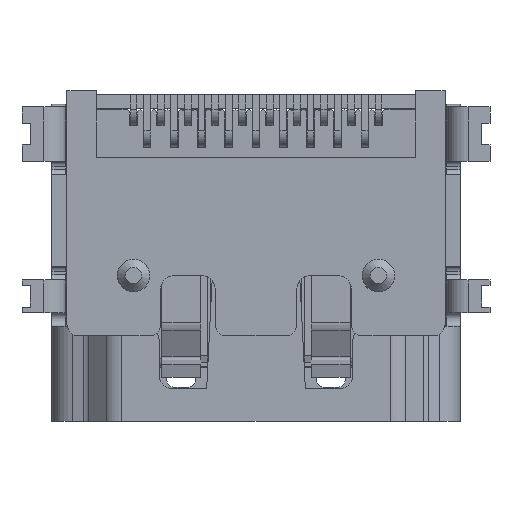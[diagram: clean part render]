
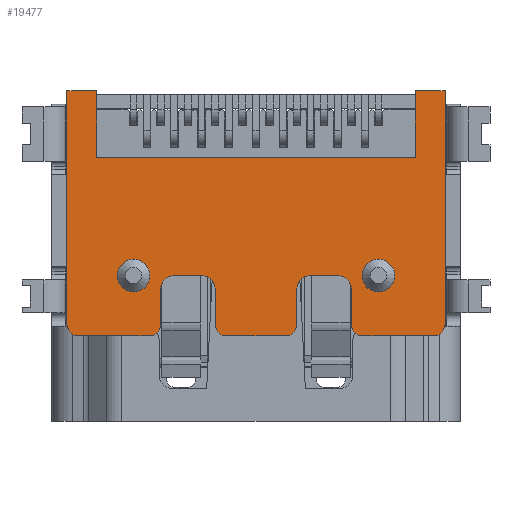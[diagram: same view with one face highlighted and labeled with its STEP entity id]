
A CAD part, front view. The second image highlights one B-rep face of the part: STEP entity #19477.
In plain terms, the highlighted planar face has unit normal (0, -1, 0).
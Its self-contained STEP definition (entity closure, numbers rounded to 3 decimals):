
#221=PLANE('',#20535);
#882=CIRCLE('',#20536,0.6);
#883=CIRCLE('',#20537,0.6);
#884=CIRCLE('',#20538,0.5);
#885=CIRCLE('',#20539,0.5);
#886=CIRCLE('',#20540,0.5);
#887=CIRCLE('',#20541,0.5);
#888=CIRCLE('',#20542,0.5);
#889=CIRCLE('',#20543,0.5);
#890=CIRCLE('',#20544,0.5);
#891=CIRCLE('',#20545,0.5);
#892=CIRCLE('',#20546,0.5);
#893=CIRCLE('',#20547,0.5);
#2075=ORIENTED_EDGE('',*,*,#7803,.F.);
#2076=ORIENTED_EDGE('',*,*,#7804,.F.);
#2077=ORIENTED_EDGE('',*,*,#7805,.T.);
#2078=ORIENTED_EDGE('',*,*,#7806,.F.);
#2079=ORIENTED_EDGE('',*,*,#7149,.F.);
#2080=ORIENTED_EDGE('',*,*,#7807,.F.);
#2081=ORIENTED_EDGE('',*,*,#7808,.F.);
#2082=ORIENTED_EDGE('',*,*,#7809,.T.);
#2083=ORIENTED_EDGE('',*,*,#7810,.F.);
#2084=ORIENTED_EDGE('',*,*,#7811,.T.);
#2085=ORIENTED_EDGE('',*,*,#7812,.F.);
#2086=ORIENTED_EDGE('',*,*,#7813,.F.);
#2087=ORIENTED_EDGE('',*,*,#7153,.F.);
#2088=ORIENTED_EDGE('',*,*,#7814,.F.);
#2089=ORIENTED_EDGE('',*,*,#7815,.F.);
#2090=ORIENTED_EDGE('',*,*,#7816,.T.);
#2091=ORIENTED_EDGE('',*,*,#7817,.F.);
#2092=ORIENTED_EDGE('',*,*,#7818,.T.);
#2093=ORIENTED_EDGE('',*,*,#7819,.F.);
#2094=ORIENTED_EDGE('',*,*,#7820,.F.);
#2095=ORIENTED_EDGE('',*,*,#7821,.F.);
#2096=ORIENTED_EDGE('',*,*,#7822,.F.);
#2097=ORIENTED_EDGE('',*,*,#7797,.F.);
#2098=ORIENTED_EDGE('',*,*,#7823,.T.);
#2099=ORIENTED_EDGE('',*,*,#7824,.T.);
#2100=ORIENTED_EDGE('',*,*,#7825,.T.);
#2101=ORIENTED_EDGE('',*,*,#7826,.F.);
#2102=ORIENTED_EDGE('',*,*,#7238,.T.);
#7149=EDGE_CURVE('',#10092,#10093,#12044,.T.);
#7153=EDGE_CURVE('',#10096,#10097,#12048,.T.);
#7238=EDGE_CURVE('',#10179,#10181,#12133,.T.);
#7797=EDGE_CURVE('',#10582,#10583,#12653,.T.);
#7803=EDGE_CURVE('',#10588,#10588,#882,.F.);
#7804=EDGE_CURVE('',#10589,#10589,#883,.F.);
#7805=EDGE_CURVE('',#10181,#10590,#12659,.T.);
#7806=EDGE_CURVE('',#10093,#10590,#884,.T.);
#7807=EDGE_CURVE('',#10591,#10092,#885,.T.);
#7808=EDGE_CURVE('',#10592,#10591,#12660,.T.);
#7809=EDGE_CURVE('',#10592,#10593,#886,.T.);
#7810=EDGE_CURVE('',#10594,#10593,#12661,.T.);
#7811=EDGE_CURVE('',#10594,#10595,#887,.T.);
#7812=EDGE_CURVE('',#10596,#10595,#12662,.T.);
#7813=EDGE_CURVE('',#10097,#10596,#888,.T.);
#7814=EDGE_CURVE('',#10597,#10096,#889,.T.);
#7815=EDGE_CURVE('',#10598,#10597,#12663,.T.);
#7816=EDGE_CURVE('',#10598,#10599,#890,.T.);
#7817=EDGE_CURVE('',#10600,#10599,#12664,.T.);
#7818=EDGE_CURVE('',#10600,#10601,#891,.T.);
#7819=EDGE_CURVE('',#10602,#10601,#12665,.T.);
#7820=EDGE_CURVE('',#10603,#10602,#892,.T.);
#7821=EDGE_CURVE('',#10604,#10603,#12666,.T.);
#7822=EDGE_CURVE('',#10583,#10604,#893,.T.);
#7823=EDGE_CURVE('',#10582,#10605,#12667,.T.);
#7824=EDGE_CURVE('',#10605,#10606,#12668,.T.);
#7825=EDGE_CURVE('',#10606,#10607,#12669,.T.);
#7826=EDGE_CURVE('',#10179,#10607,#12670,.T.);
#10092=VERTEX_POINT('',#27058);
#10093=VERTEX_POINT('',#27059);
#10096=VERTEX_POINT('',#27067);
#10097=VERTEX_POINT('',#27068);
#10179=VERTEX_POINT('',#27252);
#10181=VERTEX_POINT('',#27256);
#10582=VERTEX_POINT('',#28372);
#10583=VERTEX_POINT('',#28374);
#10588=VERTEX_POINT('',#28386);
#10589=VERTEX_POINT('',#28388);
#10590=VERTEX_POINT('',#28390);
#10591=VERTEX_POINT('',#28393);
#10592=VERTEX_POINT('',#28395);
#10593=VERTEX_POINT('',#28397);
#10594=VERTEX_POINT('',#28399);
#10595=VERTEX_POINT('',#28401);
#10596=VERTEX_POINT('',#28403);
#10597=VERTEX_POINT('',#28406);
#10598=VERTEX_POINT('',#28408);
#10599=VERTEX_POINT('',#28410);
#10600=VERTEX_POINT('',#28412);
#10601=VERTEX_POINT('',#28414);
#10602=VERTEX_POINT('',#28416);
#10603=VERTEX_POINT('',#28418);
#10604=VERTEX_POINT('',#28420);
#10605=VERTEX_POINT('',#28423);
#10606=VERTEX_POINT('',#28425);
#10607=VERTEX_POINT('',#28427);
#12044=LINE('',#27057,#14561);
#12048=LINE('',#27066,#14565);
#12133=LINE('',#27257,#14650);
#12653=LINE('',#28373,#15170);
#12659=LINE('',#28389,#15176);
#12660=LINE('',#28394,#15177);
#12661=LINE('',#28398,#15178);
#12662=LINE('',#28402,#15179);
#12663=LINE('',#28407,#15180);
#12664=LINE('',#28411,#15181);
#12665=LINE('',#28415,#15182);
#12666=LINE('',#28419,#15183);
#12667=LINE('',#28422,#15184);
#12668=LINE('',#28424,#15185);
#12669=LINE('',#28426,#15186);
#12670=LINE('',#28428,#15187);
#14561=VECTOR('',#21734,1000.);
#14565=VECTOR('',#21740,1000.);
#14650=VECTOR('',#21865,1000.);
#15170=VECTOR('',#22775,1000.);
#15176=VECTOR('',#22787,1000.);
#15177=VECTOR('',#22792,1000.);
#15178=VECTOR('',#22795,1000.);
#15179=VECTOR('',#22798,1000.);
#15180=VECTOR('',#22803,1000.);
#15181=VECTOR('',#22806,1000.);
#15182=VECTOR('',#22809,1000.);
#15183=VECTOR('',#22812,1000.);
#15184=VECTOR('',#22815,1000.);
#15185=VECTOR('',#22816,1000.);
#15186=VECTOR('',#22817,1000.);
#15187=VECTOR('',#22818,1000.);
#17254=EDGE_LOOP('',(#2075));
#17255=EDGE_LOOP('',(#2076));
#17256=EDGE_LOOP('',(#2077,#2078,#2079,#2080,#2081,#2082,#2083,#2084,#2085,
#2086,#2087,#2088,#2089,#2090,#2091,#2092,#2093,#2094,#2095,#2096,#2097,
#2098,#2099,#2100,#2101,#2102));
#18273=FACE_BOUND('',#17254,.T.);
#18274=FACE_BOUND('',#17255,.T.);
#18275=FACE_BOUND('',#17256,.T.);
#19477=ADVANCED_FACE('',(#18273,#18274,#18275),#221,.F.);
#20535=AXIS2_PLACEMENT_3D('',#28384,#22781,#22782);
#20536=AXIS2_PLACEMENT_3D('',#28385,#22783,#22784);
#20537=AXIS2_PLACEMENT_3D('',#28387,#22785,#22786);
#20538=AXIS2_PLACEMENT_3D('',#28391,#22788,#22789);
#20539=AXIS2_PLACEMENT_3D('',#28392,#22790,#22791);
#20540=AXIS2_PLACEMENT_3D('',#28396,#22793,#22794);
#20541=AXIS2_PLACEMENT_3D('',#28400,#22796,#22797);
#20542=AXIS2_PLACEMENT_3D('',#28404,#22799,#22800);
#20543=AXIS2_PLACEMENT_3D('',#28405,#22801,#22802);
#20544=AXIS2_PLACEMENT_3D('',#28409,#22804,#22805);
#20545=AXIS2_PLACEMENT_3D('',#28413,#22807,#22808);
#20546=AXIS2_PLACEMENT_3D('',#28417,#22810,#22811);
#20547=AXIS2_PLACEMENT_3D('',#28421,#22813,#22814);
#21734=DIRECTION('',(-1.,0.,0.));
#21740=DIRECTION('',(-1.,0.,0.));
#21865=DIRECTION('',(-1.,0.,0.));
#22775=DIRECTION('',(0.,0.,-1.));
#22781=DIRECTION('',(0.,1.,0.));
#22782=DIRECTION('',(0.,0.,1.));
#22783=DIRECTION('',(0.,1.,0.));
#22784=DIRECTION('',(0.,0.,1.));
#22785=DIRECTION('',(0.,1.,0.));
#22786=DIRECTION('',(0.,0.,1.));
#22787=DIRECTION('',(0.,0.,-1.));
#22788=DIRECTION('',(0.,1.,0.));
#22789=DIRECTION('',(1.,0.,0.));
#22790=DIRECTION('',(0.,1.,0.));
#22791=DIRECTION('',(1.,0.,0.));
#22792=DIRECTION('',(0.,0.,-1.));
#22793=DIRECTION('',(0.,1.,0.));
#22794=DIRECTION('',(1.,0.,0.));
#22795=DIRECTION('',(-1.,0.,0.));
#22796=DIRECTION('',(0.,1.,0.));
#22797=DIRECTION('',(1.,0.,0.));
#22798=DIRECTION('',(0.,0.,1.));
#22799=DIRECTION('',(0.,1.,0.));
#22800=DIRECTION('',(1.,0.,0.));
#22801=DIRECTION('',(0.,1.,0.));
#22802=DIRECTION('',(1.,0.,0.));
#22803=DIRECTION('',(0.,0.,-1.));
#22804=DIRECTION('',(0.,1.,0.));
#22805=DIRECTION('',(1.,0.,0.));
#22806=DIRECTION('',(-1.,0.,0.));
#22807=DIRECTION('',(0.,1.,0.));
#22808=DIRECTION('',(1.,0.,0.));
#22809=DIRECTION('',(0.,0.,1.));
#22810=DIRECTION('',(0.,1.,0.));
#22811=DIRECTION('',(1.,0.,0.));
#22812=DIRECTION('',(-1.,0.,0.));
#22813=DIRECTION('',(0.,1.,0.));
#22814=DIRECTION('',(1.,0.,0.));
#22815=DIRECTION('',(-1.,0.,0.));
#22816=DIRECTION('',(0.,0.,-1.));
#22817=DIRECTION('',(-1.,0.,0.));
#22818=DIRECTION('',(0.,0.,-1.));
#27057=CARTESIAN_POINT('',(10.,-2.8,-4.));
#27058=CARTESIAN_POINT('',(-3.782,-2.8,-4.));
#27059=CARTESIAN_POINT('',(-6.668,-2.8,-4.));
#27066=CARTESIAN_POINT('',(10.,-2.8,-4.));
#27067=CARTESIAN_POINT('',(1.218,-2.8,-4.));
#27068=CARTESIAN_POINT('',(-1.218,-2.8,-4.));
#27252=CARTESIAN_POINT('',(-5.85,-2.8,5.01));
#27256=CARTESIAN_POINT('',(-6.95,-2.8,5.01));
#27257=CARTESIAN_POINT('',(10.,-2.8,5.01));
#28372=CARTESIAN_POINT('',(6.95,-2.8,5.01));
#28373=CARTESIAN_POINT('',(6.95,-2.8,6.));
#28374=CARTESIAN_POINT('',(6.95,-2.8,-3.55));
#28384=CARTESIAN_POINT('',(-6.95,-2.8,6.));
#28385=CARTESIAN_POINT('',(-4.5,-2.8,-1.79));
#28386=CARTESIAN_POINT('',(-4.5,-2.8,-1.19));
#28387=CARTESIAN_POINT('',(4.5,-2.8,-1.79));
#28388=CARTESIAN_POINT('',(4.5,-2.8,-1.19));
#28389=CARTESIAN_POINT('',(-6.95,-2.8,6.));
#28390=CARTESIAN_POINT('',(-6.95,-2.8,-3.55));
#28391=CARTESIAN_POINT('',(-6.45,-2.8,-3.55));
#28392=CARTESIAN_POINT('',(-4.,-2.8,-3.55));
#28393=CARTESIAN_POINT('',(-3.5,-2.8,-3.55));
#28394=CARTESIAN_POINT('',(-3.5,-2.8,-2.29));
#28395=CARTESIAN_POINT('',(-3.5,-2.8,-2.29));
#28396=CARTESIAN_POINT('',(-3.,-2.8,-2.29));
#28397=CARTESIAN_POINT('',(-3.,-2.8,-1.79));
#28398=CARTESIAN_POINT('',(-2.,-2.8,-1.79));
#28399=CARTESIAN_POINT('',(-2.,-2.8,-1.79));
#28400=CARTESIAN_POINT('',(-2.,-2.8,-2.29));
#28401=CARTESIAN_POINT('',(-1.5,-2.8,-2.29));
#28402=CARTESIAN_POINT('',(-1.5,-2.8,-3.55));
#28403=CARTESIAN_POINT('',(-1.5,-2.8,-3.55));
#28404=CARTESIAN_POINT('',(-1.,-2.8,-3.55));
#28405=CARTESIAN_POINT('',(1.,-2.8,-3.55));
#28406=CARTESIAN_POINT('',(1.5,-2.8,-3.55));
#28407=CARTESIAN_POINT('',(1.5,-2.8,-2.29));
#28408=CARTESIAN_POINT('',(1.5,-2.8,-2.29));
#28409=CARTESIAN_POINT('',(2.,-2.8,-2.29));
#28410=CARTESIAN_POINT('',(2.,-2.8,-1.79));
#28411=CARTESIAN_POINT('',(3.,-2.8,-1.79));
#28412=CARTESIAN_POINT('',(3.,-2.8,-1.79));
#28413=CARTESIAN_POINT('',(3.,-2.8,-2.29));
#28414=CARTESIAN_POINT('',(3.5,-2.8,-2.29));
#28415=CARTESIAN_POINT('',(3.5,-2.8,-3.55));
#28416=CARTESIAN_POINT('',(3.5,-2.8,-3.55));
#28417=CARTESIAN_POINT('',(4.,-2.8,-3.55));
#28418=CARTESIAN_POINT('',(3.782,-2.8,-4.));
#28419=CARTESIAN_POINT('',(10.,-2.8,-4.));
#28420=CARTESIAN_POINT('',(6.668,-2.8,-4.));
#28421=CARTESIAN_POINT('',(6.45,-2.8,-3.55));
#28422=CARTESIAN_POINT('',(10.,-2.8,5.01));
#28423=CARTESIAN_POINT('',(5.85,-2.8,5.01));
#28424=CARTESIAN_POINT('',(5.85,-2.8,5.21));
#28425=CARTESIAN_POINT('',(5.85,-2.8,2.55));
#28426=CARTESIAN_POINT('',(5.85,-2.8,2.55));
#28427=CARTESIAN_POINT('',(-5.85,-2.8,2.55));
#28428=CARTESIAN_POINT('',(-5.85,-2.8,5.21));
